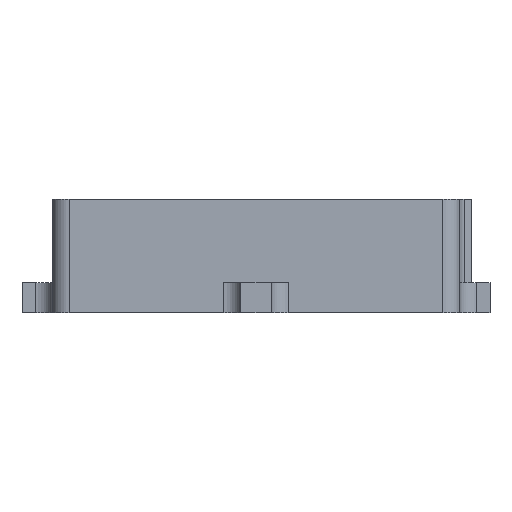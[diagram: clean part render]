
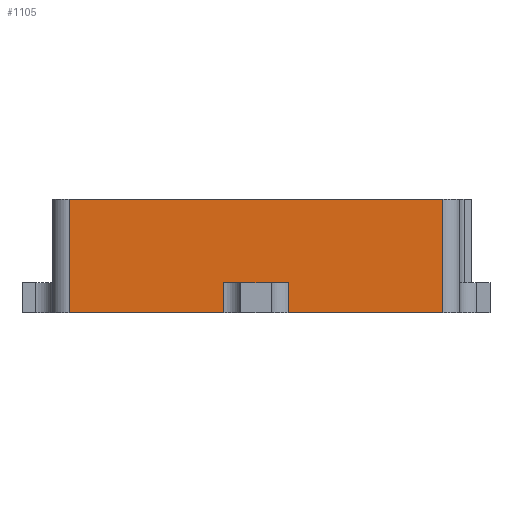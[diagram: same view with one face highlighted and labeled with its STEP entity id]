
A CAD part, front view. The second image highlights one B-rep face of the part: STEP entity #1105.
In plain terms, the highlighted planar face has unit normal (0, -1, 0).
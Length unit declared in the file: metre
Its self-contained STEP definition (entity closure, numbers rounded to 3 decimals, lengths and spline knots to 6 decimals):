
#99=ORIENTED_EDGE('',*,*,#439,.T.);
#100=ORIENTED_EDGE('',*,*,#440,.T.);
#101=ORIENTED_EDGE('',*,*,#441,.T.);
#102=ORIENTED_EDGE('',*,*,#442,.T.);
#103=ORIENTED_EDGE('',*,*,#443,.T.);
#104=ORIENTED_EDGE('',*,*,#444,.F.);
#105=ORIENTED_EDGE('',*,*,#445,.F.);
#106=ORIENTED_EDGE('',*,*,#446,.T.);
#439=EDGE_CURVE('',#609,#610,#723,.T.);
#440=EDGE_CURVE('',#610,#611,#724,.F.);
#441=EDGE_CURVE('',#611,#612,#725,.T.);
#442=EDGE_CURVE('',#612,#613,#726,.T.);
#443=EDGE_CURVE('',#613,#614,#727,.T.);
#444=EDGE_CURVE('',#615,#614,#728,.T.);
#445=EDGE_CURVE('',#616,#615,#729,.T.);
#446=EDGE_CURVE('',#616,#609,#730,.T.);
#609=VERTEX_POINT('',#1645);
#610=VERTEX_POINT('',#1646);
#611=VERTEX_POINT('',#1648);
#612=VERTEX_POINT('',#1650);
#613=VERTEX_POINT('',#1652);
#614=VERTEX_POINT('',#1654);
#615=VERTEX_POINT('',#1656);
#616=VERTEX_POINT('',#1658);
#723=LINE('',#1644,#835);
#724=LINE('',#1647,#836);
#725=LINE('',#1649,#837);
#726=LINE('',#1651,#838);
#727=LINE('',#1653,#839);
#728=LINE('',#1655,#840);
#729=LINE('',#1657,#841);
#730=LINE('',#1659,#842);
#835=VECTOR('',#1298,1.);
#836=VECTOR('',#1299,1.);
#837=VECTOR('',#1300,1.);
#838=VECTOR('',#1301,1.);
#839=VECTOR('',#1302,1.);
#840=VECTOR('',#1303,1.);
#841=VECTOR('',#1304,1.);
#842=VECTOR('',#1305,1.);
#947=EDGE_LOOP('',(#99,#100,#101,#102,#103,#104,#105,#106));
#1011=FACE_BOUND('',#947,.T.);
#1075=PLANE('',#1177);
#1105=ADVANCED_FACE('',(#1011),#1075,.F.);
#1177=AXIS2_PLACEMENT_3D('',#1643,#1296,#1297);
#1296=DIRECTION('',(0.,1.,0.));
#1297=DIRECTION('',(-1.,0.,0.));
#1298=DIRECTION('',(1.,0.,0.));
#1299=DIRECTION('',(0.,0.,-1.));
#1300=DIRECTION('',(1.,0.,0.));
#1301=DIRECTION('',(0.,0.,-1.));
#1302=DIRECTION('',(1.,0.,0.));
#1303=DIRECTION('',(0.,0.,-1.));
#1304=DIRECTION('',(1.,0.,0.));
#1305=DIRECTION('',(0.,0.,-1.));
#1643=CARTESIAN_POINT('',(0.,-0.005367,0.003));
#1644=CARTESIAN_POINT('',(0.,-0.005367,0.));
#1645=CARTESIAN_POINT('',(-0.004917,-0.005367,0.));
#1646=CARTESIAN_POINT('',(-0.00085,-0.005367,0.));
#1647=CARTESIAN_POINT('',(-0.00085,-0.005367,0.0008));
#1648=CARTESIAN_POINT('',(-0.00085,-0.005367,0.0008));
#1649=CARTESIAN_POINT('',(0.,-0.005367,0.0008));
#1650=CARTESIAN_POINT('',(0.00085,-0.005367,0.0008));
#1651=CARTESIAN_POINT('',(0.00085,-0.005367,0.003));
#1652=CARTESIAN_POINT('',(0.00085,-0.005367,0.));
#1653=CARTESIAN_POINT('',(0.,-0.005367,0.));
#1654=CARTESIAN_POINT('',(0.004917,-0.005367,0.));
#1655=CARTESIAN_POINT('',(0.004917,-0.005367,0.003));
#1656=CARTESIAN_POINT('',(0.004917,-0.005367,0.003));
#1657=CARTESIAN_POINT('',(0.,-0.005367,0.003));
#1658=CARTESIAN_POINT('',(-0.004917,-0.005367,0.003));
#1659=CARTESIAN_POINT('',(-0.004917,-0.005367,0.003));
